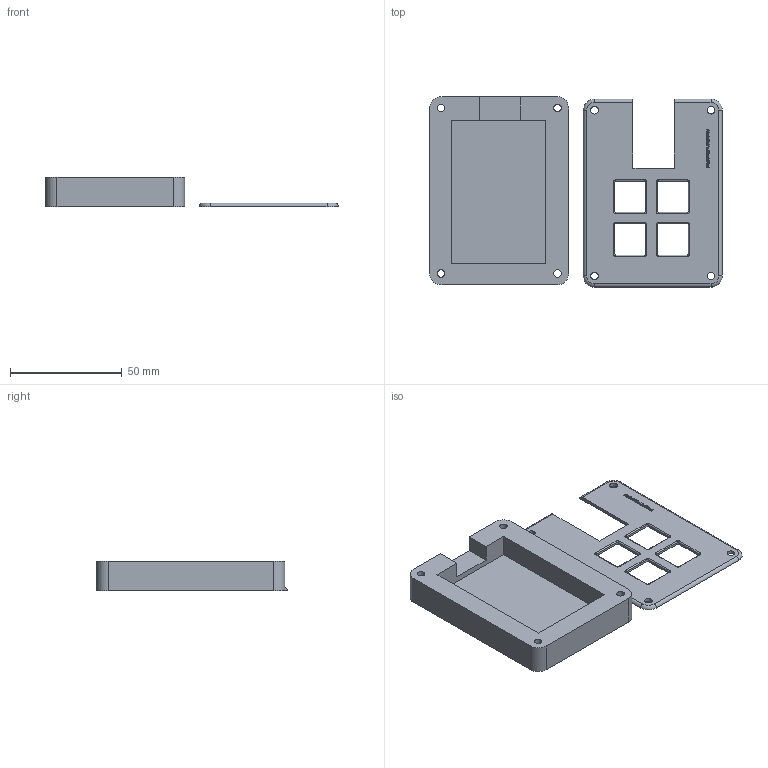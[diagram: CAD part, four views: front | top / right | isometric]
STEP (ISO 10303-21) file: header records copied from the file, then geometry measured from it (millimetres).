
FILE_DESCRIPTION(/* description */ (''),/* implementation_level */ '2;1');
FILE_NAME(/* name */ 'Design.step',/* time_stamp */ '2025-12-03T19:33:52+04:00',/* author */ (''),/* organization */ (''),/* preprocessor_version */ 'ST-DEVELOPER v20.1',/* originating_system */ 'Autodesk Translation Framework v14.21.0.0',/* authorisation */ '');
FILE_SCHEMA (('AUTOMOTIVE_DESIGN { 1 0 10303 214 3 1 1 }'));
Length unit declared in the file: millimetre
Products named in the file (4): myFusionProject; Component1; PREsave; Component1_1
Assembly tree (3 placements, depth 3):
  myFusionProject
    Component1
    PREsave
      Component1_1
Bounding box: 130.54 x 84.98 x 13 mm (x, y, z)
Volume: 43907.4 mm3; surface area: 24960.8 mm2
Topology: 19 solids, 19 shells, 839 faces, 2284 edges, 1512 vertices
Faces by surface type: bspline 460, plane 306, cylinder 53, torus 20
Full cylindrical faces by diameter (mm): 3.4 x8, 6 x4
Entity records: 30769 total; most frequent: CARTESIAN_POINT 12462, ORIENTED_EDGE 4568, EDGE_CURVE 2284, DIRECTION 2266, VERTEX_POINT 1512, LINE 1234, VECTOR 1234, B_SPLINE_CURVE_WITH_KNOTS 920
